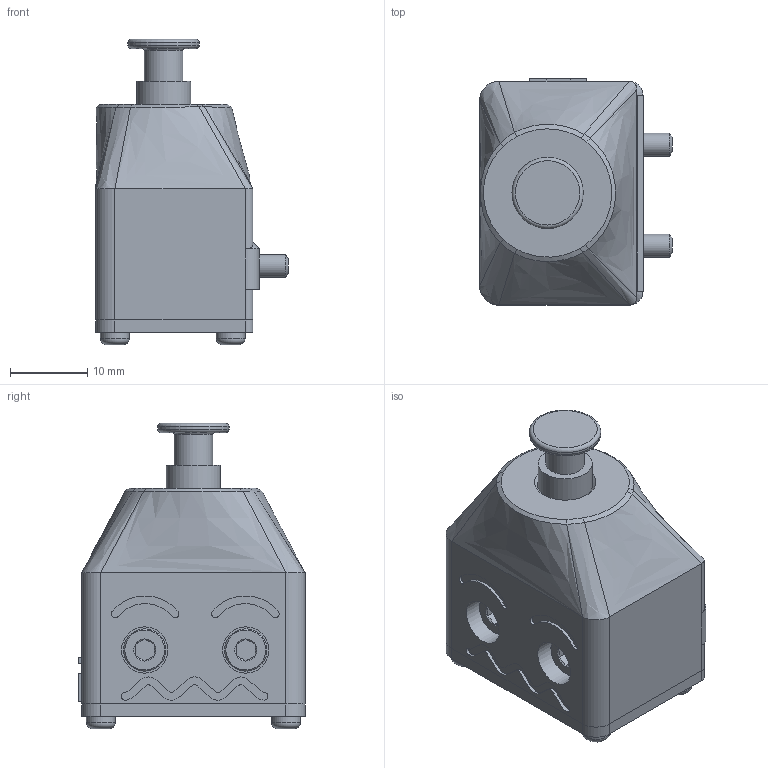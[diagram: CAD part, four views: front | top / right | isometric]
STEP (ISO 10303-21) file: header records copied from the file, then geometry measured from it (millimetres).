
FILE_DESCRIPTION(/* description */ (''),/* implementation_level */ '2;1');
FILE_NAME(/* name */ 'V2_SexBolt_Z_Endstop.step',/* time_stamp */ '2021-07-01T16:03:03-07:00',/* author */ (''),/* organization */ (''),/* preprocessor_version */ 'ST-DEVELOPER v18.1',/* originating_system */ 'Autodesk Translation Framework v10.9.0.1377',/* authorisation */ '');
FILE_SCHEMA (('AUTOMOTIVE_DESIGN { 1 0 10303 214 3 1 1 }'));
Length unit declared in the file: millimetre
Products named in the file (11): Mech Z Endstop Assembly GhostyBoi; PCB; Omron_D2F_F; JST 2 pin; Hardware; M3x20 SHCS; 5x7x8 Sleeve Bearing; 5x20 sex-bolt; M4x6 SHCS; M2x10 self tapping; Z_EndstopHousing
Assembly tree (15 placements, depth 3):
  Mech Z Endstop Assembly GhostyBoi
    PCB
      Omron_D2F_F
      JST 2 pin
    Hardware
      M3x20 SHCS  x2
      5x7x8 Sleeve Bearing  x2
      5x20 sex-bolt
      M4x6 SHCS
      M2x10 self tapping  x4
    Z_EndstopHousing
Bounding box: 25 x 29.35 x 39.59 mm (x, y, z)
Volume: 14925 mm3; surface area: 9571.2 mm2
Topology: 16 solids, 17 shells, 557 faces, 1425 edges, 932 vertices
Faces by surface type: plane 230, cylinder 188, bspline 102, cone 30, torus 7
Full cylindrical faces by diameter (mm): 1.28 x32, 1.6 x2, 1.7 x6, 2 x1, 2.2 x28, 3 x2, 3.4 x2, 3.5 x1, 3.75 x4, 3.9 x1, 5 x3, 5.2 x1, 5.5 x2, 6 x2, 6.8 x1, 7 x2, 7.2 x1, 7.4 x1, 9.25 x1
Entity records: 13870 total; most frequent: CARTESIAN_POINT 5303, ORIENTED_EDGE 1736, DIRECTION 1599, EDGE_CURVE 868, LINE 579, VECTOR 579, VERTEX_POINT 565, AXIS2_PLACEMENT_3D 510
